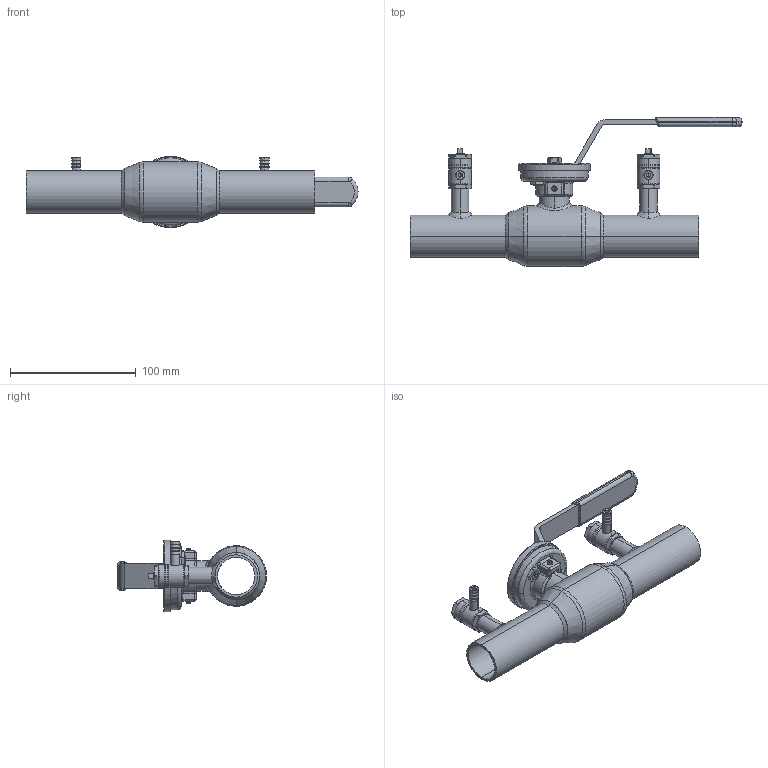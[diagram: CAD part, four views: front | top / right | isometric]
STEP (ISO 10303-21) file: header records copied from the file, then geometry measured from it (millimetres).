
FILE_DESCRIPTION (( 'STEP AP214' ), '1' );
FILE_NAME ('240025.STEP', '2011-09-23T06:53:20', ( 'CAD' ), ( 'Hewlett-Packard Company' ), 'SwSTEP 2.0', 'SolidWorks 2010', '' );
FILE_SCHEMA (( 'AUTOMOTIVE_DESIGN' ));
Length unit declared in the file: millimetre
Products named in the file (1): 240025
Bounding box: 264.5 x 118.7 x 57 mm (x, y, z)
Surface area: 83203.6 mm2 (no closed solid volume)
Topology: 0 solids, 53 shells, 577 faces, 1710 edges, 1168 vertices
Faces by surface type: plane 176, cone 175, cylinder 166, torus 36, bspline 20, sphere 4
Entity records: 32587 total; most frequent: CARTESIAN_POINT 11407, DIRECTION 3081, ORIENTED_EDGE 2806, EDGE_CURVE 1706, AXIS2_PLACEMENT_3D 1194, VERTEX_POINT 1168, LINE 693, VECTOR 693
